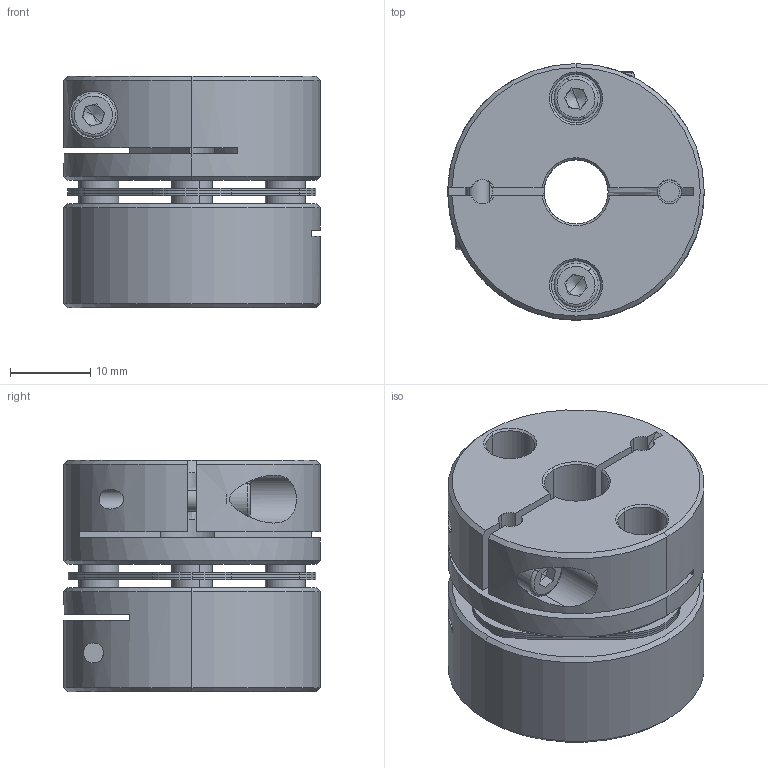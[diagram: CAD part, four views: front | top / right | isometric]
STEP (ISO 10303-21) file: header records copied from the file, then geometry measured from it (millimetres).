
FILE_DESCRIPTION (( 'STEP AP203' ), '1' );
FILE_NAME ('U32-29-8-14-2.5.STEP', '2019-12-13T10:23:35', ( '微软用户' ), ( '微软中国' ), 'SwSTEP 2.0', 'SolidWorks 2016', '' );
FILE_SCHEMA (( 'CONFIG_CONTROL_DESIGN' ));
Length unit declared in the file: millimetre
Products named in the file (8): U32-A傷13-10; U32-B傷13-14; u32ĤƬ; U32-菜え-1-3-5; U32臚え蚾饜极; hexagon socket head cap screws gb_GB_FASTENER_SCREWS_HSHCS M3X12-C; hexagon socket head cap screws gb_GB_FASTENER_SCREWS_HSHCS M3X6-C; U32-29-8-14-2.5
Assembly tree (18 placements, depth 3):
  U32-29-8-14-2.5
    U32-A傷13-10
    U32-B傷13-14
    U32臚え蚾饜极
      u32ĤƬ
      U32-菜え-1-3-5  x8
    hexagon socket head cap screws gb_GB_FASTENER_SCREWS_HSHCS M3X12-C  x2
    hexagon socket head cap screws gb_GB_FASTENER_SCREWS_HSHCS M3X6-C  x4
Bounding box: 32 x 32 x 28.9 mm (x, y, z)
Volume: 16380.4 mm3; surface area: 13328.3 mm2
Topology: 19 solids, 19 shells, 405 faces, 1009 edges, 638 vertices
Faces by surface type: cylinder 171, plane 158, cone 64, torus 12
Entity records: 9967 total; most frequent: CARTESIAN_POINT 1938, DIRECTION 1537, ORIENTED_EDGE 1394, EDGE_CURVE 697, AXIS2_PLACEMENT_3D 613, VERTEX_POINT 450, CIRCLE 328, EDGE_LOOP 327
